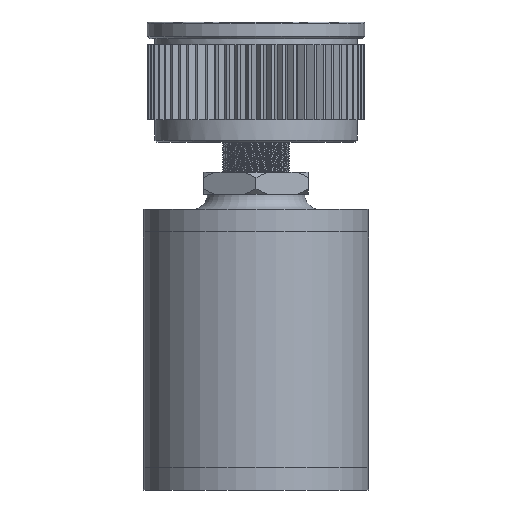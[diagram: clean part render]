
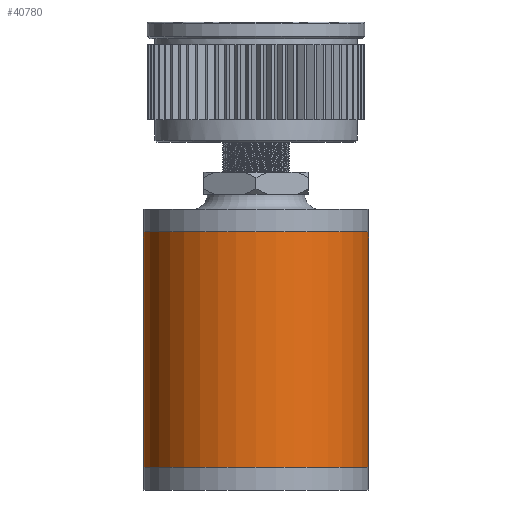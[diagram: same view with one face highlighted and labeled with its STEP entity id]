
A CAD part, front view. The second image highlights one B-rep face of the part: STEP entity #40780.
In plain terms, the highlighted cylindrical face has radius 15 mm (diameter 30 mm), a partial arc.
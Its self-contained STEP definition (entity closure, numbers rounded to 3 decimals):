
#1329 = DIRECTION ( 'NONE',  ( 0., 0., 1. ) ) ;
#3856 = CARTESIAN_POINT ( 'NONE',  ( 0., 0., -34.4 ) ) ;
#6914 = LINE ( 'NONE', #89099, #25430 ) ;
#7762 = EDGE_CURVE ( 'NONE', #51884, #8586, #70631, .T. ) ;
#8586 = VERTEX_POINT ( 'NONE', #92386 ) ;
#9668 = FACE_OUTER_BOUND ( 'NONE', #12114, .T. ) ;
#10052 = CIRCLE ( 'NONE', #52589, 15. ) ;
#12114 = EDGE_LOOP ( 'NONE', ( #20836, #61466, #55834, #37055 ) ) ;
#12237 = DIRECTION ( 'NONE',  ( 0., 0., -1. ) ) ;
#14054 = LINE ( 'NONE', #91256, #56703 ) ;
#14313 = DIRECTION ( 'NONE',  ( 0., 0., 1. ) ) ;
#20836 = ORIENTED_EDGE ( 'NONE', *, *, #21289, .F. ) ;
#21289 = EDGE_CURVE ( 'NONE', #8586, #37394, #14054, .T. ) ;
#22796 = DIRECTION ( 'NONE',  ( 0., -1., 0. ) ) ;
#23973 = DIRECTION ( 'NONE',  ( 1., 0., 0. ) ) ;
#25049 = DIRECTION ( 'NONE',  ( 0., -1., 0. ) ) ;
#25430 = VECTOR ( 'NONE', #14313, 1000. ) ;
#26157 = EDGE_CURVE ( 'NONE', #51884, #58659, #6914, .T. ) ;
#27724 = CARTESIAN_POINT ( 'NONE',  ( 15., 0., -34.4 ) ) ;
#35515 = AXIS2_PLACEMENT_3D ( 'NONE', #68791, #1329, #23973 ) ;
#36088 = AXIS2_PLACEMENT_3D ( 'NONE', #3856, #12237, #25049 ) ;
#37055 = ORIENTED_EDGE ( 'NONE', *, *, #80179, .T. ) ;
#37174 = DIRECTION ( 'NONE',  ( 0., 0., 1. ) ) ;
#37394 = VERTEX_POINT ( 'NONE', #58868 ) ;
#40780 = ADVANCED_FACE ( 'NONE', ( #9668 ), #76648, .T. ) ;
#51331 = CARTESIAN_POINT ( 'NONE',  ( 15., 0., -3. ) ) ;
#51884 = VERTEX_POINT ( 'NONE', #27724 ) ;
#52589 = AXIS2_PLACEMENT_3D ( 'NONE', #90208, #68586, #22796 ) ;
#55834 = ORIENTED_EDGE ( 'NONE', *, *, #26157, .T. ) ;
#56703 = VECTOR ( 'NONE', #37174, 1000. ) ;
#58659 = VERTEX_POINT ( 'NONE', #51331 ) ;
#58868 = CARTESIAN_POINT ( 'NONE',  ( -15., 0., -3. ) ) ;
#61466 = ORIENTED_EDGE ( 'NONE', *, *, #7762, .F. ) ;
#68586 = DIRECTION ( 'NONE',  ( 0., 0., -1. ) ) ;
#68791 = CARTESIAN_POINT ( 'NONE',  ( 0., 0., -37.4 ) ) ;
#70631 = CIRCLE ( 'NONE', #36088, 15. ) ;
#76648 = CYLINDRICAL_SURFACE ( 'NONE', #35515, 15. ) ;
#80179 = EDGE_CURVE ( 'NONE', #58659, #37394, #10052, .T. ) ;
#89099 = CARTESIAN_POINT ( 'NONE',  ( 15., 0., -37.4 ) ) ;
#90208 = CARTESIAN_POINT ( 'NONE',  ( 0., 0., -3. ) ) ;
#91256 = CARTESIAN_POINT ( 'NONE',  ( -15., 0., -37.4 ) ) ;
#92386 = CARTESIAN_POINT ( 'NONE',  ( -15., 0., -34.4 ) ) ;
